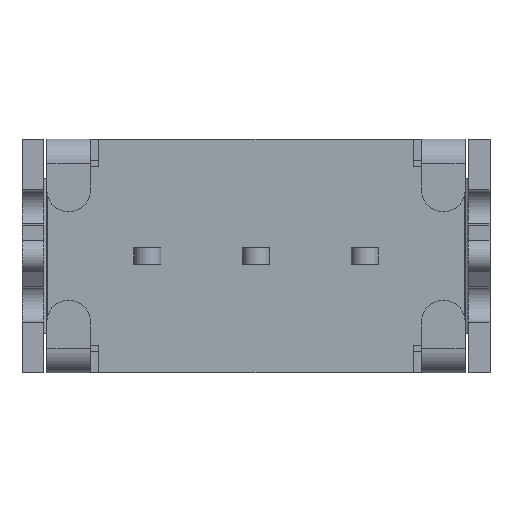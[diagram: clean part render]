
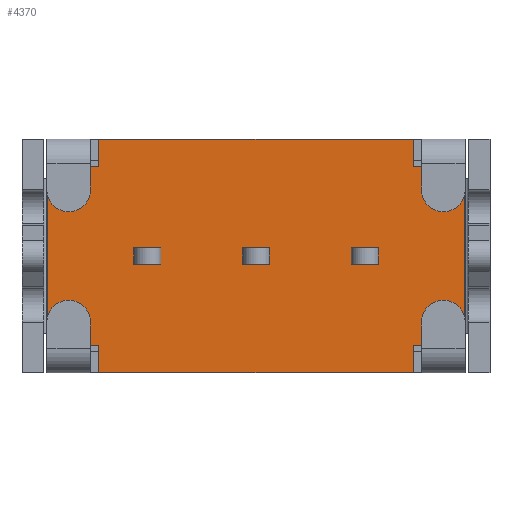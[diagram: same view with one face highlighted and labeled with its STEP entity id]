
A CAD part, front view. The second image highlights one B-rep face of the part: STEP entity #4370.
In plain terms, the highlighted planar face has unit normal (0, -1, 0).
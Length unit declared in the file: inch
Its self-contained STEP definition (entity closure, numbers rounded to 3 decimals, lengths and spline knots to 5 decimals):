
#648=DIRECTION('',(1.,0.,0.));
#649=VECTOR('',#648,0.22756);
#650=CARTESIAN_POINT('',(-0.11378,-0.14173,
0.08465));
#651=LINE('',#650,#649);
#1020=DIRECTION('',(0.,0.,-1.));
#1021=VECTOR('',#1020,0.01969);
#1022=CARTESIAN_POINT('',(-0.11378,-0.14173,
0.08465));
#1023=LINE('',#1022,#1021);
#1024=DIRECTION('',(0.,0.,-1.));
#1025=VECTOR('',#1024,0.01969);
#1026=CARTESIAN_POINT('',(0.11378,-0.14173,
0.08465));
#1027=LINE('',#1026,#1025);
#1028=DIRECTION('',(-1.,0.,0.));
#1029=VECTOR('',#1028,0.0374);
#1030=CARTESIAN_POINT('',(0.15118,-0.14173,
0.06496));
#1031=LINE('',#1030,#1029);
#1032=DIRECTION('',(1.,0.,0.));
#1033=VECTOR('',#1032,0.0374);
#1034=CARTESIAN_POINT('',(0.11378,-0.14173,
-0.06496));
#1035=LINE('',#1034,#1033);
#1036=DIRECTION('',(0.,0.,1.));
#1037=VECTOR('',#1036,0.01969);
#1038=CARTESIAN_POINT('',(0.11378,-0.14173,
-0.08465));
#1039=LINE('',#1038,#1037);
#1040=DIRECTION('',(0.,0.,1.));
#1041=VECTOR('',#1040,0.01969);
#1042=CARTESIAN_POINT('',(-0.11378,-0.14173,
-0.08465));
#1043=LINE('',#1042,#1041);
#1044=DIRECTION('',(1.,0.,0.));
#1045=VECTOR('',#1044,0.0374);
#1046=CARTESIAN_POINT('',(-0.15118,-0.14173,
-0.06496));
#1047=LINE('',#1046,#1045);
#1048=DIRECTION('',(0.,0.,1.));
#1049=VECTOR('',#1048,0.12992);
#1050=CARTESIAN_POINT('',(-0.15118,-0.14173,
-0.06496));
#1051=LINE('',#1050,#1049);
#1052=DIRECTION('',(-1.,0.,0.));
#1053=VECTOR('',#1052,0.0374);
#1054=CARTESIAN_POINT('',(-0.11378,-0.14173,
0.06496));
#1055=LINE('',#1054,#1053);
#1056=DIRECTION('',(0.,0.,-1.));
#1057=VECTOR('',#1056,0.01181);
#1058=CARTESIAN_POINT('',(-0.00984,-0.14173,
0.00591));
#1059=LINE('',#1058,#1057);
#1060=DIRECTION('',(1.,0.,0.));
#1061=VECTOR('',#1060,0.01969);
#1062=CARTESIAN_POINT('',(-0.00984,-0.14173,
-0.00591));
#1063=LINE('',#1062,#1061);
#1064=DIRECTION('',(0.,0.,1.));
#1065=VECTOR('',#1064,0.01181);
#1066=CARTESIAN_POINT('',(0.00984,-0.14173,
-0.00591));
#1067=LINE('',#1066,#1065);
#1068=DIRECTION('',(-1.,0.,0.));
#1069=VECTOR('',#1068,0.01969);
#1070=CARTESIAN_POINT('',(0.00984,-0.14173,
0.00591));
#1071=LINE('',#1070,#1069);
#1072=DIRECTION('',(0.,0.,-1.));
#1073=VECTOR('',#1072,0.01181);
#1074=CARTESIAN_POINT('',(-0.08858,-0.14173,
0.00591));
#1075=LINE('',#1074,#1073);
#1076=DIRECTION('',(1.,0.,0.));
#1077=VECTOR('',#1076,0.01969);
#1078=CARTESIAN_POINT('',(-0.08858,-0.14173,
-0.00591));
#1079=LINE('',#1078,#1077);
#1080=DIRECTION('',(0.,0.,1.));
#1081=VECTOR('',#1080,0.01181);
#1082=CARTESIAN_POINT('',(-0.0689,-0.14173,
-0.00591));
#1083=LINE('',#1082,#1081);
#1084=DIRECTION('',(-1.,0.,0.));
#1085=VECTOR('',#1084,0.01969);
#1086=CARTESIAN_POINT('',(-0.0689,-0.14173,
0.00591));
#1087=LINE('',#1086,#1085);
#1088=DIRECTION('',(0.,0.,-1.));
#1089=VECTOR('',#1088,0.01181);
#1090=CARTESIAN_POINT('',(0.0689,-0.14173,
0.00591));
#1091=LINE('',#1090,#1089);
#1092=DIRECTION('',(-1.,0.,0.));
#1093=VECTOR('',#1092,0.01969);
#1094=CARTESIAN_POINT('',(0.08858,-0.14173,
-0.00591));
#1095=LINE('',#1094,#1093);
#1096=DIRECTION('',(0.,0.,1.));
#1097=VECTOR('',#1096,0.01181);
#1098=CARTESIAN_POINT('',(0.08858,-0.14173,
-0.00591));
#1099=LINE('',#1098,#1097);
#1100=DIRECTION('',(-1.,0.,0.));
#1101=VECTOR('',#1100,0.01969);
#1102=CARTESIAN_POINT('',(0.08858,-0.14173,
0.00591));
#1103=LINE('',#1102,#1101);
#1112=DIRECTION('',(0.,0.,1.));
#1113=VECTOR('',#1112,0.12992);
#1114=CARTESIAN_POINT('',(0.15118,-0.14173,
-0.06496));
#1115=LINE('',#1114,#1113);
#1200=DIRECTION('',(1.,0.,0.));
#1201=VECTOR('',#1200,0.22756);
#1202=CARTESIAN_POINT('',(-0.11378,-0.14173,
-0.08465));
#1203=LINE('',#1202,#1201);
#3094=CARTESIAN_POINT('',(-0.11378,-0.14173,
0.08465));
#3095=CARTESIAN_POINT('',(-0.11378,-0.14173,
0.06496));
#3096=VERTEX_POINT('',#3094);
#3097=VERTEX_POINT('',#3095);
#3098=CARTESIAN_POINT('',(-0.15118,-0.14173,
0.06496));
#3099=VERTEX_POINT('',#3098);
#3100=CARTESIAN_POINT('',(0.15118,-0.14173,
0.06496));
#3101=CARTESIAN_POINT('',(0.11378,-0.14173,
0.06496));
#3102=VERTEX_POINT('',#3100);
#3103=VERTEX_POINT('',#3101);
#3104=CARTESIAN_POINT('',(0.11378,-0.14173,
0.08465));
#3105=VERTEX_POINT('',#3104);
#3106=CARTESIAN_POINT('',(-0.15118,-0.14173,
-0.06496));
#3107=CARTESIAN_POINT('',(-0.11378,-0.14173,
-0.06496));
#3108=VERTEX_POINT('',#3106);
#3109=VERTEX_POINT('',#3107);
#3110=CARTESIAN_POINT('',(-0.11378,-0.14173,
-0.08465));
#3111=VERTEX_POINT('',#3110);
#3112=CARTESIAN_POINT('',(0.11378,-0.14173,
-0.08465));
#3113=CARTESIAN_POINT('',(0.11378,-0.14173,
-0.06496));
#3114=VERTEX_POINT('',#3112);
#3115=VERTEX_POINT('',#3113);
#3116=CARTESIAN_POINT('',(0.15118,-0.14173,
-0.06496));
#3117=VERTEX_POINT('',#3116);
#3134=CARTESIAN_POINT('',(-0.00984,-0.14173,
0.00591));
#3135=CARTESIAN_POINT('',(-0.00984,-0.14173,
-0.00591));
#3136=VERTEX_POINT('',#3134);
#3137=VERTEX_POINT('',#3135);
#3138=CARTESIAN_POINT('',(0.00984,-0.14173,
-0.00591));
#3139=VERTEX_POINT('',#3138);
#3140=CARTESIAN_POINT('',(0.00984,-0.14173,
0.00591));
#3141=VERTEX_POINT('',#3140);
#3150=CARTESIAN_POINT('',(-0.08858,-0.14173,
0.00591));
#3151=CARTESIAN_POINT('',(-0.08858,-0.14173,
-0.00591));
#3152=VERTEX_POINT('',#3150);
#3153=VERTEX_POINT('',#3151);
#3154=CARTESIAN_POINT('',(-0.0689,-0.14173,
-0.00591));
#3155=VERTEX_POINT('',#3154);
#3156=CARTESIAN_POINT('',(-0.0689,-0.14173,
0.00591));
#3157=VERTEX_POINT('',#3156);
#3166=CARTESIAN_POINT('',(0.0689,-0.14173,
0.00591));
#3167=CARTESIAN_POINT('',(0.0689,-0.14173,
-0.00591));
#3168=VERTEX_POINT('',#3166);
#3169=VERTEX_POINT('',#3167);
#3170=CARTESIAN_POINT('',(0.08858,-0.14173,
-0.00591));
#3171=VERTEX_POINT('',#3170);
#3172=CARTESIAN_POINT('',(0.08858,-0.14173,
0.00591));
#3173=VERTEX_POINT('',#3172);
#4312=CARTESIAN_POINT('',(-0.15118,-0.14173,
-0.08465));
#4313=DIRECTION('',(0.,-1.,0.));
#4314=DIRECTION('',(1.,0.,0.));
#4315=AXIS2_PLACEMENT_3D('',#4312,#4313,#4314);
#4316=PLANE('',#4315);
#4317=ORIENTED_EDGE('',*,*,#4304,.F.);
#4318=ORIENTED_EDGE('',*,*,#3814,.T.);
#4319=ORIENTED_EDGE('',*,*,#3884,.T.);
#4321=ORIENTED_EDGE('',*,*,#4320,.F.);
#4323=ORIENTED_EDGE('',*,*,#4322,.F.);
#4325=ORIENTED_EDGE('',*,*,#4324,.F.);
#4327=ORIENTED_EDGE('',*,*,#4326,.F.);
#4329=ORIENTED_EDGE('',*,*,#4328,.F.);
#4331=ORIENTED_EDGE('',*,*,#4330,.T.);
#4333=ORIENTED_EDGE('',*,*,#4332,.F.);
#4335=ORIENTED_EDGE('',*,*,#4334,.T.);
#4337=ORIENTED_EDGE('',*,*,#4336,.F.);
#4338=EDGE_LOOP('',(#4317,#4318,#4319,#4321,#4323,#4325,#4327,#4329,#4331,#4333,
#4335,#4337));
#4339=FACE_OUTER_BOUND('',#4338,.F.);
#4341=ORIENTED_EDGE('',*,*,#4340,.T.);
#4343=ORIENTED_EDGE('',*,*,#4342,.T.);
#4345=ORIENTED_EDGE('',*,*,#4344,.T.);
#4347=ORIENTED_EDGE('',*,*,#4346,.T.);
#4348=EDGE_LOOP('',(#4341,#4343,#4345,#4347));
#4349=FACE_BOUND('',#4348,.F.);
#4351=ORIENTED_EDGE('',*,*,#4350,.T.);
#4353=ORIENTED_EDGE('',*,*,#4352,.T.);
#4355=ORIENTED_EDGE('',*,*,#4354,.T.);
#4357=ORIENTED_EDGE('',*,*,#4356,.T.);
#4358=EDGE_LOOP('',(#4351,#4353,#4355,#4357));
#4359=FACE_BOUND('',#4358,.F.);
#4361=ORIENTED_EDGE('',*,*,#4360,.T.);
#4363=ORIENTED_EDGE('',*,*,#4362,.F.);
#4365=ORIENTED_EDGE('',*,*,#4364,.T.);
#4367=ORIENTED_EDGE('',*,*,#4366,.T.);
#4368=EDGE_LOOP('',(#4361,#4363,#4365,#4367));
#4369=FACE_BOUND('',#4368,.F.);
#4370=ADVANCED_FACE('',(#4339,#4349,#4359,#4369),#4316,.T.);
#3814=EDGE_CURVE('',#3096,#3105,#651,.T.);
#3884=EDGE_CURVE('',#3105,#3103,#1027,.T.);
#4304=EDGE_CURVE('',#3096,#3097,#1023,.T.);
#4320=EDGE_CURVE('',#3102,#3103,#1031,.T.);
#4322=EDGE_CURVE('',#3117,#3102,#1115,.T.);
#4324=EDGE_CURVE('',#3115,#3117,#1035,.T.);
#4326=EDGE_CURVE('',#3114,#3115,#1039,.T.);
#4328=EDGE_CURVE('',#3111,#3114,#1203,.T.);
#4330=EDGE_CURVE('',#3111,#3109,#1043,.T.);
#4332=EDGE_CURVE('',#3108,#3109,#1047,.T.);
#4334=EDGE_CURVE('',#3108,#3099,#1051,.T.);
#4336=EDGE_CURVE('',#3097,#3099,#1055,.T.);
#4340=EDGE_CURVE('',#3136,#3137,#1059,.T.);
#4342=EDGE_CURVE('',#3137,#3139,#1063,.T.);
#4344=EDGE_CURVE('',#3139,#3141,#1067,.T.);
#4346=EDGE_CURVE('',#3141,#3136,#1071,.T.);
#4350=EDGE_CURVE('',#3152,#3153,#1075,.T.);
#4352=EDGE_CURVE('',#3153,#3155,#1079,.T.);
#4354=EDGE_CURVE('',#3155,#3157,#1083,.T.);
#4356=EDGE_CURVE('',#3157,#3152,#1087,.T.);
#4360=EDGE_CURVE('',#3168,#3169,#1091,.T.);
#4362=EDGE_CURVE('',#3171,#3169,#1095,.T.);
#4364=EDGE_CURVE('',#3171,#3173,#1099,.T.);
#4366=EDGE_CURVE('',#3173,#3168,#1103,.T.);
